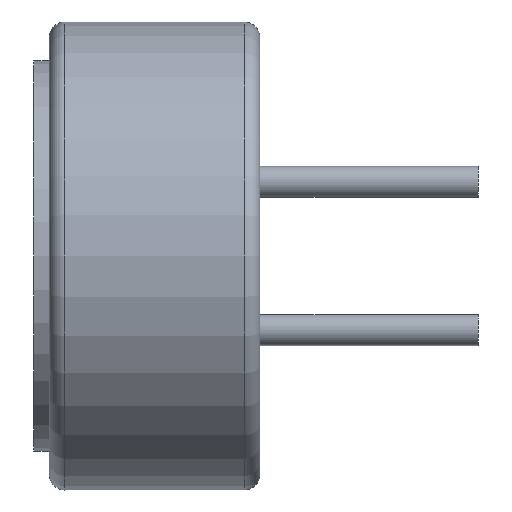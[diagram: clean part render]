
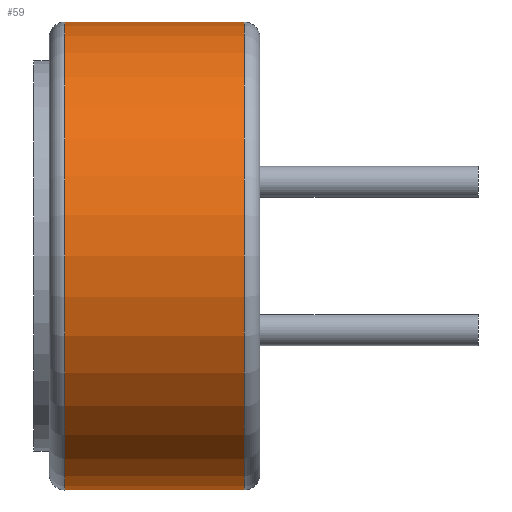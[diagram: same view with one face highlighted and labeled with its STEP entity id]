
A CAD part, left-side view. The second image highlights one B-rep face of the part: STEP entity #59.
In plain terms, the highlighted cylindrical face has radius 3 mm (diameter 6 mm), a partial arc.
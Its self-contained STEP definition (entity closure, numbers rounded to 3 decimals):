
#59=ADVANCED_FACE('',(#109),#110,.T.);
#109=FACE_OUTER_BOUND('',#179,.T.);
#110=CYLINDRICAL_SURFACE('',#180,3.0);
#179=EDGE_LOOP('',(#316,#317,#318,#319));
#180=AXIS2_PLACEMENT_3D('',#320,#321,#322);
#316=ORIENTED_EDGE('',*,*,#483,.T.);
#317=ORIENTED_EDGE('',*,*,#480,.F.);
#318=ORIENTED_EDGE('',*,*,#485,.T.);
#319=ORIENTED_EDGE('',*,*,#486,.F.);
#320=CARTESIAN_POINT('',(0.0,2.5,0.0));
#321=DIRECTION('',(-0.0,-1.0,-0.0));
#322=DIRECTION('',(0.0,0.0,-1.0));
#480=EDGE_CURVE('',#569,#571,#572,.T.);
#483=EDGE_CURVE('',#575,#571,#576,.T.);
#485=EDGE_CURVE('',#569,#577,#579,.T.);
#486=EDGE_CURVE('',#575,#577,#580,.T.);
#569=VERTEX_POINT('',#687);
#571=VERTEX_POINT('',#689);
#572=CIRCLE('',#690,3.);
#575=VERTEX_POINT('',#693);
#576=LINE('',#694,#695);
#577=VERTEX_POINT('',#696);
#579=LINE('',#698,#699);
#580=CIRCLE('',#700,3.0);
#687=CARTESIAN_POINT('',(0.,0.2,3.));
#689=CARTESIAN_POINT('',(0.0,0.2,-3.));
#690=AXIS2_PLACEMENT_3D('',#840,#841,#842);
#693=CARTESIAN_POINT('',(0.,2.5,-3.));
#694=CARTESIAN_POINT('',(0.,2.5,-3.));
#695=VECTOR('',#849,2.3);
#696=CARTESIAN_POINT('',(0.,2.5,3.));
#698=CARTESIAN_POINT('',(0.,0.2,3.));
#699=VECTOR('',#853,2.3);
#700=AXIS2_PLACEMENT_3D('',#854,#855,#856);
#840=CARTESIAN_POINT('',(0.,0.2,0.0));
#841=DIRECTION('',(0.,-1.0,0.));
#842=DIRECTION('',(0.,0.,1.0));
#849=DIRECTION('',(0.,-1.0,0.0));
#853=DIRECTION('',(0.,1.0,0.0));
#854=CARTESIAN_POINT('',(0.0,2.5,0.0));
#855=DIRECTION('',(0.0,1.0,0.0));
#856=DIRECTION('',(0.0,0.0,-1.0));
